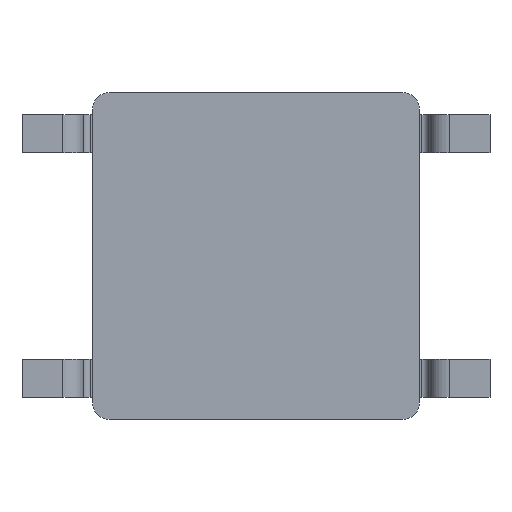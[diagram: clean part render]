
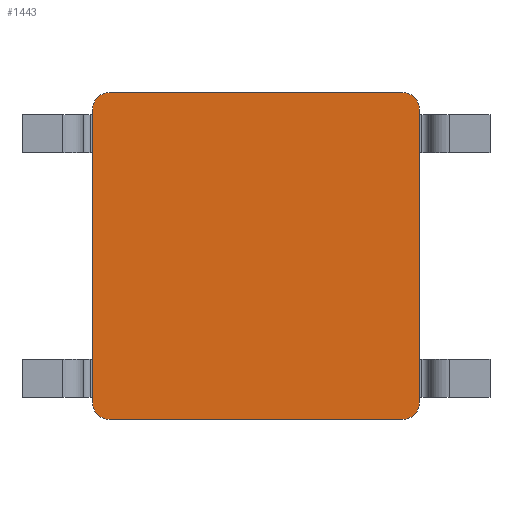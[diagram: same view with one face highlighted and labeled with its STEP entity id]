
A CAD part, front view. The second image highlights one B-rep face of the part: STEP entity #1443.
In plain terms, the highlighted planar face has unit normal (0, -1, 0).
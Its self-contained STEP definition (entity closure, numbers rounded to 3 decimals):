
#31=LINE('',#2112,#176);
#43=LINE('',#2135,#188);
#47=LINE('',#2147,#192);
#59=LINE('',#2178,#204);
#176=VECTOR('',#1702,1000.);
#188=VECTOR('',#1716,1000.);
#192=VECTOR('',#1728,1000.);
#204=VECTOR('',#1754,1000.);
#361=FACE_OUTER_BOUND('',#450,.T.);
#450=EDGE_LOOP('',(#992,#993,#994,#995,#996,#997,#998,#999));
#522=CIRCLE('',#1536,0.3);
#524=CIRCLE('',#1541,0.3);
#526=CIRCLE('',#1545,0.3);
#528=CIRCLE('',#1548,0.3);
#576=VERTEX_POINT('',#2101);
#578=VERTEX_POINT('',#2105);
#580=VERTEX_POINT('',#2111);
#590=VERTEX_POINT('',#2133);
#592=VERTEX_POINT('',#2139);
#594=VERTEX_POINT('',#2145);
#604=VERTEX_POINT('',#2167);
#606=VERTEX_POINT('',#2172);
#713=EDGE_CURVE('',#576,#578,#522,.T.);
#715=EDGE_CURVE('',#576,#580,#31,.T.);
#727=EDGE_CURVE('',#590,#578,#43,.T.);
#730=EDGE_CURVE('',#590,#592,#524,.T.);
#733=EDGE_CURVE('',#594,#592,#47,.T.);
#744=EDGE_CURVE('',#594,#604,#526,.T.);
#747=EDGE_CURVE('',#606,#580,#528,.T.);
#749=EDGE_CURVE('',#606,#604,#59,.T.);
#992=ORIENTED_EDGE('',*,*,#733,.F.);
#993=ORIENTED_EDGE('',*,*,#744,.T.);
#994=ORIENTED_EDGE('',*,*,#749,.F.);
#995=ORIENTED_EDGE('',*,*,#747,.T.);
#996=ORIENTED_EDGE('',*,*,#715,.F.);
#997=ORIENTED_EDGE('',*,*,#713,.T.);
#998=ORIENTED_EDGE('',*,*,#727,.F.);
#999=ORIENTED_EDGE('',*,*,#730,.T.);
#1302=PLANE('',#1559);
#1443=ADVANCED_FACE('',(#361),#1302,.T.);
#1536=AXIS2_PLACEMENT_3D('',#2107,#1697,#1698);
#1541=AXIS2_PLACEMENT_3D('',#2141,#1722,#1723);
#1545=AXIS2_PLACEMENT_3D('',#2169,#1742,#1743);
#1548=AXIS2_PLACEMENT_3D('',#2175,#1749,#1750);
#1559=AXIS2_PLACEMENT_3D('',#2208,#1785,#1786);
#1697=DIRECTION('center_axis',(0.,-1.,0.));
#1698=DIRECTION('ref_axis',(0.,0.,-1.));
#1702=DIRECTION('',(0.,0.,1.));
#1716=DIRECTION('',(-1.,0.,0.));
#1722=DIRECTION('center_axis',(0.,-1.,0.));
#1723=DIRECTION('ref_axis',(0.,0.,-1.));
#1728=DIRECTION('',(0.,0.,-1.));
#1742=DIRECTION('center_axis',(0.,-1.,0.));
#1743=DIRECTION('ref_axis',(0.,0.,-1.));
#1749=DIRECTION('center_axis',(0.,-1.,0.));
#1750=DIRECTION('ref_axis',(0.,0.,-1.));
#1754=DIRECTION('',(1.,0.,0.));
#1785=DIRECTION('center_axis',(0.,-1.,0.));
#1786=DIRECTION('ref_axis',(0.,0.,-1.));
#2101=CARTESIAN_POINT('',(-3.,0.1,-2.7));
#2105=CARTESIAN_POINT('',(-2.7,0.1,-3.));
#2107=CARTESIAN_POINT('Origin',(-2.7,0.1,-2.7));
#2111=CARTESIAN_POINT('',(-3.,0.1,2.7));
#2112=CARTESIAN_POINT('',(-3.,0.1,3.));
#2133=CARTESIAN_POINT('',(2.7,0.1,-3.));
#2135=CARTESIAN_POINT('',(-3.,0.1,-3.));
#2139=CARTESIAN_POINT('',(3.,0.1,-2.7));
#2141=CARTESIAN_POINT('Origin',(2.7,0.1,-2.7));
#2145=CARTESIAN_POINT('',(3.,0.1,2.7));
#2147=CARTESIAN_POINT('',(3.,0.1,3.));
#2167=CARTESIAN_POINT('',(2.7,0.1,3.));
#2169=CARTESIAN_POINT('Origin',(2.7,0.1,2.7));
#2172=CARTESIAN_POINT('',(-2.7,0.1,3.));
#2175=CARTESIAN_POINT('Origin',(-2.7,0.1,2.7));
#2178=CARTESIAN_POINT('',(-3.,0.1,3.));
#2208=CARTESIAN_POINT('Origin',(0.,0.1,0.));
